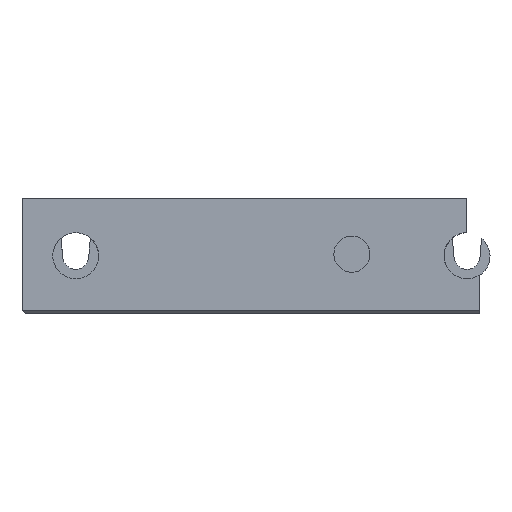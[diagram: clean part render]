
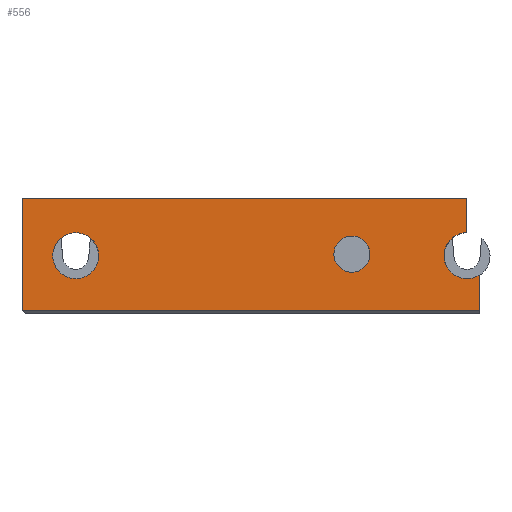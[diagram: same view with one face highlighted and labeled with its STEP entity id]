
A CAD part, top view. The second image highlights one B-rep face of the part: STEP entity #556.
In plain terms, the highlighted face is planar.
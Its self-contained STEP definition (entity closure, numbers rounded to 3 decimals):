
#2 = EDGE_CURVE ( 'NONE', #103, #4020, #4822, .T. ) ;
#68 = CARTESIAN_POINT ( 'NONE',  ( -112.001, -0.4, 15. ) ) ;
#75 = AXIS2_PLACEMENT_3D ( 'NONE', #697, #4860, #3542 ) ;
#103 = VERTEX_POINT ( 'NONE', #2681 ) ;
#235 = EDGE_CURVE ( 'NONE', #3769, #3642, #1180, .T. ) ;
#289 = EDGE_LOOP ( 'NONE', ( #4111, #939 ) ) ;
#326 = ORIENTED_EDGE ( 'NONE', *, *, #3830, .T. ) ;
#347 = FACE_BOUND ( 'NONE', #289, .T. ) ;
#376 = VERTEX_POINT ( 'NONE', #1788 ) ;
#408 = AXIS2_PLACEMENT_3D ( 'NONE', #620, #4720, #2206 ) ;
#449 = CARTESIAN_POINT ( 'NONE',  ( -164.6, -0.4, 7.5 ) ) ;
#556 = ADVANCED_FACE ( 'NONE', ( #4529, #347, #4063 ), #4095, .T. ) ;
#620 = CARTESIAN_POINT ( 'NONE',  ( -128.6, -0.4, 7.7 ) ) ;
#631 = ORIENTED_EDGE ( 'NONE', *, *, #1070, .F. ) ;
#697 = CARTESIAN_POINT ( 'NONE',  ( -164.6, -0.4, 7.5 ) ) ;
#805 = DIRECTION ( 'NONE',  ( 0., 0., -1. ) ) ;
#811 = VERTEX_POINT ( 'NONE', #2215 ) ;
#862 = LINE ( 'NONE', #68, #4942 ) ;
#931 = AXIS2_PLACEMENT_3D ( 'NONE', #3738, #4633, #4226 ) ;
#939 = ORIENTED_EDGE ( 'NONE', *, *, #2769, .T. ) ;
#950 = DIRECTION ( 'NONE',  ( 0., -1., 0. ) ) ;
#971 = VERTEX_POINT ( 'NONE', #4639 ) ;
#1020 = AXIS2_PLACEMENT_3D ( 'NONE', #449, #2999, #3392 ) ;
#1051 = LINE ( 'NONE', #1478, #2995 ) ;
#1070 = EDGE_CURVE ( 'NONE', #4020, #103, #5079, .T. ) ;
#1154 = DIRECTION ( 'NONE',  ( 0., 0., -1. ) ) ;
#1175 = VECTOR ( 'NONE', #2821, 1000. ) ;
#1180 = LINE ( 'NONE', #4908, #1175 ) ;
#1232 = CARTESIAN_POINT ( 'NONE',  ( -171.6, -0.4, 15. ) ) ;
#1233 = ORIENTED_EDGE ( 'NONE', *, *, #3822, .F. ) ;
#1364 = EDGE_CURVE ( 'NONE', #3974, #2749, #3347, .T. ) ;
#1474 = VERTEX_POINT ( 'NONE', #4772 ) ;
#1478 = CARTESIAN_POINT ( 'NONE',  ( -171.6, -0.4, 15. ) ) ;
#1788 = CARTESIAN_POINT ( 'NONE',  ( -112.001, -0.4, 0.4 ) ) ;
#2079 = CARTESIAN_POINT ( 'NONE',  ( -171.6, -0.4, 15. ) ) ;
#2200 = AXIS2_PLACEMENT_3D ( 'NONE', #3841, #950, #5154 ) ;
#2206 = DIRECTION ( 'NONE',  ( -1., 0., 0. ) ) ;
#2215 = CARTESIAN_POINT ( 'NONE',  ( -167.6, -0.4, 7.5 ) ) ;
#2265 = EDGE_CURVE ( 'NONE', #3642, #971, #1051, .T. ) ;
#2367 = DIRECTION ( 'NONE',  ( 1., 0., 0. ) ) ;
#2425 = CARTESIAN_POINT ( 'NONE',  ( -126.25, -0.4, 7.7 ) ) ;
#2494 = DIRECTION ( 'NONE',  ( 0., -1., 0. ) ) ;
#2560 = CARTESIAN_POINT ( 'NONE',  ( -113.601, -0.4, 10.5 ) ) ;
#2681 = CARTESIAN_POINT ( 'NONE',  ( -130.95, -0.4, 7.7 ) ) ;
#2682 = CARTESIAN_POINT ( 'NONE',  ( -113.601, -0.4, 15. ) ) ;
#2705 = CARTESIAN_POINT ( 'NONE',  ( -171.6, -0.4, 0.4 ) ) ;
#2749 = VERTEX_POINT ( 'NONE', #2560 ) ;
#2769 = EDGE_CURVE ( 'NONE', #811, #1474, #3357, .T. ) ;
#2821 = DIRECTION ( 'NONE',  ( -1., 0., 0. ) ) ;
#2918 = VECTOR ( 'NONE', #1154, 1000. ) ;
#2995 = VECTOR ( 'NONE', #3960, 1000. ) ;
#2999 = DIRECTION ( 'NONE',  ( 0., 1., 0. ) ) ;
#3154 = LINE ( 'NONE', #2682, #2918 ) ;
#3252 = ORIENTED_EDGE ( 'NONE', *, *, #2265, .T. ) ;
#3300 = CARTESIAN_POINT ( 'NONE',  ( -112.001, -0.4, 4.962 ) ) ;
#3347 = CIRCLE ( 'NONE', #931, 3. ) ;
#3357 = CIRCLE ( 'NONE', #1020, 3. ) ;
#3392 = DIRECTION ( 'NONE',  ( 1., 0., 0. ) ) ;
#3511 = CARTESIAN_POINT ( 'NONE',  ( -113.601, -0.4, 15. ) ) ;
#3542 = DIRECTION ( 'NONE',  ( 1., 0., 0. ) ) ;
#3633 = VECTOR ( 'NONE', #2367, 1000. ) ;
#3642 = VERTEX_POINT ( 'NONE', #2079 ) ;
#3732 = ORIENTED_EDGE ( 'NONE', *, *, #2, .F. ) ;
#3738 = CARTESIAN_POINT ( 'NONE',  ( -113.6, -0.4, 7.5 ) ) ;
#3769 = VERTEX_POINT ( 'NONE', #3511 ) ;
#3822 = EDGE_CURVE ( 'NONE', #3769, #2749, #3154, .T. ) ;
#3830 = EDGE_CURVE ( 'NONE', #971, #376, #4367, .T. ) ;
#3841 = CARTESIAN_POINT ( 'NONE',  ( -128.6, -0.4, 7.7 ) ) ;
#3960 = DIRECTION ( 'NONE',  ( 0., 0., -1. ) ) ;
#3973 = EDGE_CURVE ( 'NONE', #3974, #376, #862, .T. ) ;
#3974 = VERTEX_POINT ( 'NONE', #3300 ) ;
#4020 = VERTEX_POINT ( 'NONE', #2425 ) ;
#4063 = FACE_BOUND ( 'NONE', #5012, .T. ) ;
#4095 = PLANE ( 'NONE',  #4825 ) ;
#4103 = ORIENTED_EDGE ( 'NONE', *, *, #235, .T. ) ;
#4111 = ORIENTED_EDGE ( 'NONE', *, *, #4983, .T. ) ;
#4226 = DIRECTION ( 'NONE',  ( 1., 0., 0. ) ) ;
#4367 = LINE ( 'NONE', #2705, #3633 ) ;
#4406 = EDGE_LOOP ( 'NONE', ( #5258, #4704, #1233, #4103, #3252, #326 ) ) ;
#4529 = FACE_OUTER_BOUND ( 'NONE', #4406, .T. ) ;
#4633 = DIRECTION ( 'NONE',  ( 0., 1., 0. ) ) ;
#4639 = CARTESIAN_POINT ( 'NONE',  ( -171.6, -0.4, 0.4 ) ) ;
#4704 = ORIENTED_EDGE ( 'NONE', *, *, #1364, .T. ) ;
#4720 = DIRECTION ( 'NONE',  ( 0., -1., 0. ) ) ;
#4772 = CARTESIAN_POINT ( 'NONE',  ( -161.6, -0.4, 7.5 ) ) ;
#4822 = CIRCLE ( 'NONE', #2200, 2.35 ) ;
#4825 = AXIS2_PLACEMENT_3D ( 'NONE', #1232, #2494, #4984 ) ;
#4860 = DIRECTION ( 'NONE',  ( 0., 1., 0. ) ) ;
#4908 = CARTESIAN_POINT ( 'NONE',  ( -171.6, -0.4, 15. ) ) ;
#4942 = VECTOR ( 'NONE', #805, 1000. ) ;
#4983 = EDGE_CURVE ( 'NONE', #1474, #811, #5304, .T. ) ;
#4984 = DIRECTION ( 'NONE',  ( -1., 0., 0. ) ) ;
#5012 = EDGE_LOOP ( 'NONE', ( #3732, #631 ) ) ;
#5079 = CIRCLE ( 'NONE', #408, 2.35 ) ;
#5154 = DIRECTION ( 'NONE',  ( -1., 0., 0. ) ) ;
#5258 = ORIENTED_EDGE ( 'NONE', *, *, #3973, .F. ) ;
#5304 = CIRCLE ( 'NONE', #75, 3. ) ;
